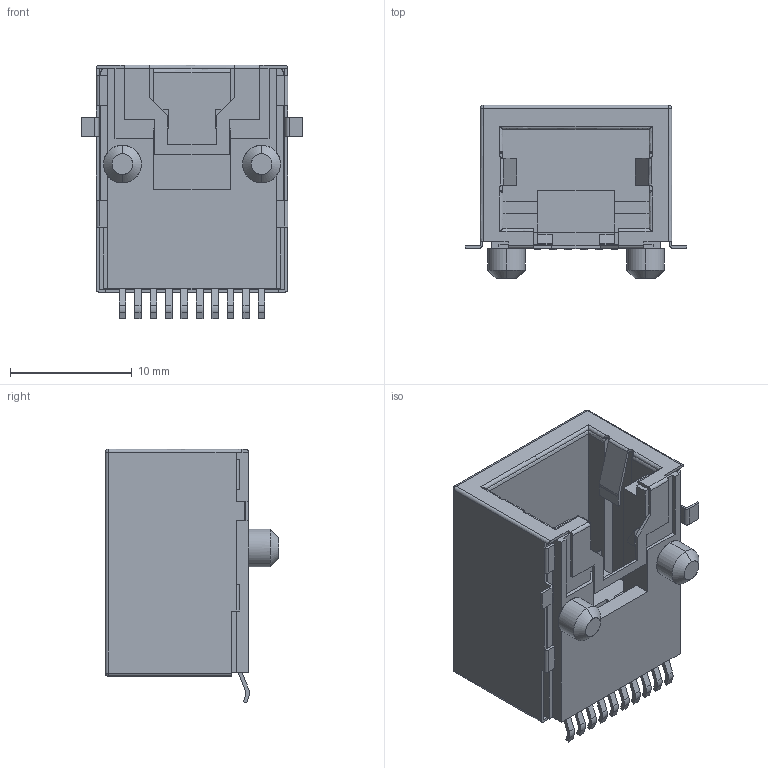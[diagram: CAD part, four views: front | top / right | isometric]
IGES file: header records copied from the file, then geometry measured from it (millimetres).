
Start section: SolidWorks IGES file using analytic representation for surfaces
Global section: file name: GMX-SMT2-S2-1010.IGS; native system: SolidWorks 2020; preprocessor: SolidWorks 2020; author: Garrett; date: 200313.115730; units: millimetre
Bounding box: 18.2 x 14.25 x 20.85 mm (x, y, z)
Surface area: 3282.2 mm2 (no closed solid volume)
Topology: 0 solids, 0 shells, 305 faces, 2040 edges, 2034 vertices
Faces by surface type: bspline 224, revolution 81
